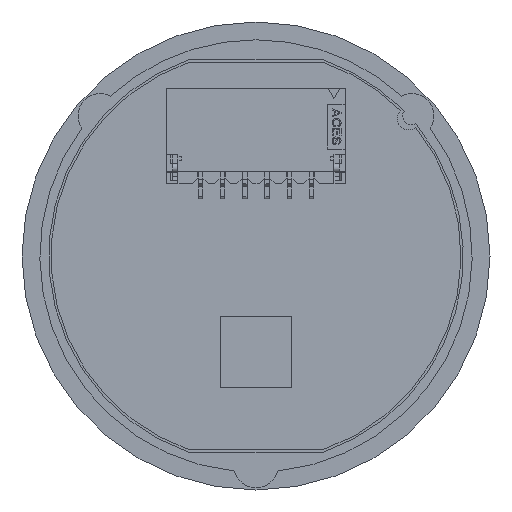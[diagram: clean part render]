
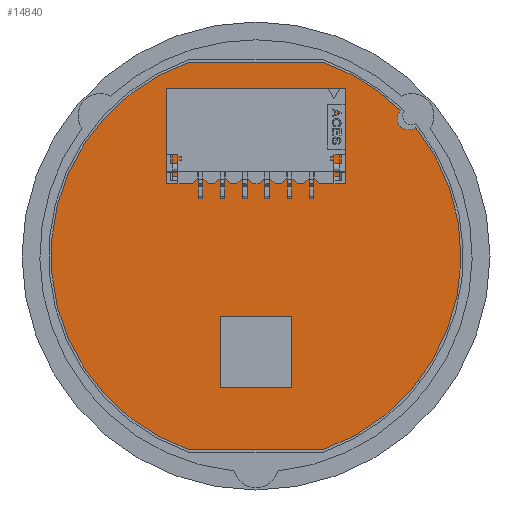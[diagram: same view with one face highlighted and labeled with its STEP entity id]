
A CAD part, front view. The second image highlights one B-rep face of the part: STEP entity #14840.
In plain terms, the highlighted planar face has unit normal (0, -1, 0).
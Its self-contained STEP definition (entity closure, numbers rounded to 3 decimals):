
#115 = DIRECTION ( 'NONE',  ( 1., 0., 0. ) ) ;
#496 = VERTEX_POINT ( 'NONE', #4457 ) ;
#651 = LINE ( 'NONE', #7995, #14849 ) ;
#798 = CIRCLE ( 'NONE', #11021, 0.5 ) ;
#812 = EDGE_CURVE ( 'NONE', #7109, #10864, #8517, .T. ) ;
#931 = ORIENTED_EDGE ( 'NONE', *, *, #4335, .F. ) ;
#968 = DIRECTION ( 'NONE',  ( 0., 0., 1. ) ) ;
#1175 = DIRECTION ( 'NONE',  ( -1., 0., 0. ) ) ;
#1202 = CARTESIAN_POINT ( 'NONE',  ( -3.554, -12.352, 0. ) ) ;
#1675 = CARTESIAN_POINT ( 'NONE',  ( -1.954, -12.352, -2.7 ) ) ;
#1929 = CIRCLE ( 'NONE', #3968, 9.2 ) ;
#2086 = CARTESIAN_POINT ( 'NONE',  ( 3.283, -12.352, 6.156 ) ) ;
#2137 = AXIS2_PLACEMENT_3D ( 'NONE', #7553, #10122, #3795 ) ;
#2386 = LINE ( 'NONE', #7262, #11824 ) ;
#2438 = CARTESIAN_POINT ( 'NONE',  ( 3.608, -12.352, 5.775 ) ) ;
#2447 = DIRECTION ( 'NONE',  ( 0., 0., 1. ) ) ;
#3045 = DIRECTION ( 'NONE',  ( 0., 1., 0. ) ) ;
#3206 = EDGE_LOOP ( 'NONE', ( #13195, #12482, #6926, #14340, #6852, #8376 ) ) ;
#3342 = CIRCLE ( 'NONE', #12282, 9.2 ) ;
#3795 = DIRECTION ( 'NONE',  ( 0., 0., 1. ) ) ;
#3968 = AXIS2_PLACEMENT_3D ( 'NONE', #6633, #3045, #6558 ) ;
#3980 = CARTESIAN_POINT ( 'NONE',  ( -5.154, -12.352, -5.9 ) ) ;
#4335 = EDGE_CURVE ( 'NONE', #11781, #7690, #8899, .T. ) ;
#4457 = CARTESIAN_POINT ( 'NONE',  ( -0.562, -12.352, -8.7 ) ) ;
#4676 = VERTEX_POINT ( 'NONE', #13230 ) ;
#4689 = DIRECTION ( 'NONE',  ( 1., 0., 0. ) ) ;
#4923 = VERTEX_POINT ( 'NONE', #6482 ) ;
#5000 = VECTOR ( 'NONE', #115, 1000. ) ;
#5267 = LINE ( 'NONE', #1675, #10608 ) ;
#5434 = VERTEX_POINT ( 'NONE', #8041 ) ;
#5458 = EDGE_CURVE ( 'NONE', #12953, #496, #3342, .T. ) ;
#5510 = VERTEX_POINT ( 'NONE', #13407 ) ;
#5862 = EDGE_LOOP ( 'NONE', ( #14718, #8589, #15185, #931 ) ) ;
#6254 = CARTESIAN_POINT ( 'NONE',  ( 2.939, -12.352, 6.518 ) ) ;
#6288 = EDGE_CURVE ( 'NONE', #12953, #10864, #798, .T. ) ;
#6482 = CARTESIAN_POINT ( 'NONE',  ( -6.545, -12.352, 8.7 ) ) ;
#6547 = DIRECTION ( 'NONE',  ( 0., 0., 1. ) ) ;
#6558 = DIRECTION ( 'NONE',  ( 0., 0., 1. ) ) ;
#6633 = CARTESIAN_POINT ( 'NONE',  ( -3.554, -12.352, 0. ) ) ;
#6701 = CARTESIAN_POINT ( 'NONE',  ( -1.954, -12.352, -5.9 ) ) ;
#6852 = ORIENTED_EDGE ( 'NONE', *, *, #9807, .F. ) ;
#6925 = EDGE_CURVE ( 'NONE', #4676, #11781, #2386, .T. ) ;
#6926 = ORIENTED_EDGE ( 'NONE', *, *, #812, .F. ) ;
#7109 = VERTEX_POINT ( 'NONE', #7306 ) ;
#7152 = CARTESIAN_POINT ( 'NONE',  ( -3.554, -12.352, 0. ) ) ;
#7262 = CARTESIAN_POINT ( 'NONE',  ( -5.154, -12.352, -2.7 ) ) ;
#7306 = CARTESIAN_POINT ( 'NONE',  ( -0.562, -12.352, 8.7 ) ) ;
#7460 = VECTOR ( 'NONE', #14476, 1000. ) ;
#7553 = CARTESIAN_POINT ( 'NONE',  ( -3.554, -12.352, 0. ) ) ;
#7690 = VERTEX_POINT ( 'NONE', #6701 ) ;
#7995 = CARTESIAN_POINT ( 'NONE',  ( -5.154, -12.352, -2.7 ) ) ;
#8041 = CARTESIAN_POINT ( 'NONE',  ( -1.954, -12.352, -2.7 ) ) ;
#8227 = LINE ( 'NONE', #13129, #7460 ) ;
#8278 = EDGE_CURVE ( 'NONE', #5510, #496, #11972, .T. ) ;
#8376 = ORIENTED_EDGE ( 'NONE', *, *, #8278, .T. ) ;
#8413 = VECTOR ( 'NONE', #4689, 1000. ) ;
#8517 = CIRCLE ( 'NONE', #2137, 9.2 ) ;
#8524 = AXIS2_PLACEMENT_3D ( 'NONE', #1202, #15523, #968 ) ;
#8589 = ORIENTED_EDGE ( 'NONE', *, *, #12504, .F. ) ;
#8749 = CARTESIAN_POINT ( 'NONE',  ( -5.154, -12.352, -5.9 ) ) ;
#8825 = EDGE_CURVE ( 'NONE', #7690, #5434, #5267, .T. ) ;
#8899 = LINE ( 'NONE', #8749, #5000 ) ;
#9442 = DIRECTION ( 'NONE',  ( 0., 1., 0. ) ) ;
#9495 = CARTESIAN_POINT ( 'NONE',  ( -3.554, -12.352, -8.7 ) ) ;
#9807 = EDGE_CURVE ( 'NONE', #5510, #4923, #1929, .T. ) ;
#10122 = DIRECTION ( 'NONE',  ( 0., 1., 0. ) ) ;
#10608 = VECTOR ( 'NONE', #6547, 1000. ) ;
#10657 = FACE_OUTER_BOUND ( 'NONE', #3206, .T. ) ;
#10864 = VERTEX_POINT ( 'NONE', #6254 ) ;
#11021 = AXIS2_PLACEMENT_3D ( 'NONE', #2086, #9442, #13284 ) ;
#11781 = VERTEX_POINT ( 'NONE', #3980 ) ;
#11824 = VECTOR ( 'NONE', #14621, 1000. ) ;
#11972 = LINE ( 'NONE', #9495, #8413 ) ;
#12171 = PLANE ( 'NONE',  #8524 ) ;
#12282 = AXIS2_PLACEMENT_3D ( 'NONE', #7152, #15555, #2447 ) ;
#12482 = ORIENTED_EDGE ( 'NONE', *, *, #6288, .T. ) ;
#12504 = EDGE_CURVE ( 'NONE', #5434, #4676, #651, .T. ) ;
#12953 = VERTEX_POINT ( 'NONE', #2438 ) ;
#13129 = CARTESIAN_POINT ( 'NONE',  ( -3.554, -12.352, 8.7 ) ) ;
#13143 = FACE_BOUND ( 'NONE', #5862, .T. ) ;
#13195 = ORIENTED_EDGE ( 'NONE', *, *, #5458, .F. ) ;
#13230 = CARTESIAN_POINT ( 'NONE',  ( -5.154, -12.352, -2.7 ) ) ;
#13284 = DIRECTION ( 'NONE',  ( 0., 0., 1. ) ) ;
#13407 = CARTESIAN_POINT ( 'NONE',  ( -6.545, -12.352, -8.7 ) ) ;
#13759 = EDGE_CURVE ( 'NONE', #7109, #4923, #8227, .T. ) ;
#14340 = ORIENTED_EDGE ( 'NONE', *, *, #13759, .T. ) ;
#14476 = DIRECTION ( 'NONE',  ( -1., 0., 0. ) ) ;
#14621 = DIRECTION ( 'NONE',  ( 0., 0., -1. ) ) ;
#14718 = ORIENTED_EDGE ( 'NONE', *, *, #6925, .F. ) ;
#14840 = ADVANCED_FACE ( 'NONE', ( #10657, #13143 ), #12171, .F. ) ;
#14849 = VECTOR ( 'NONE', #1175, 1000. ) ;
#15185 = ORIENTED_EDGE ( 'NONE', *, *, #8825, .F. ) ;
#15523 = DIRECTION ( 'NONE',  ( 0., 1., 0. ) ) ;
#15555 = DIRECTION ( 'NONE',  ( 0., 1., 0. ) ) ;
